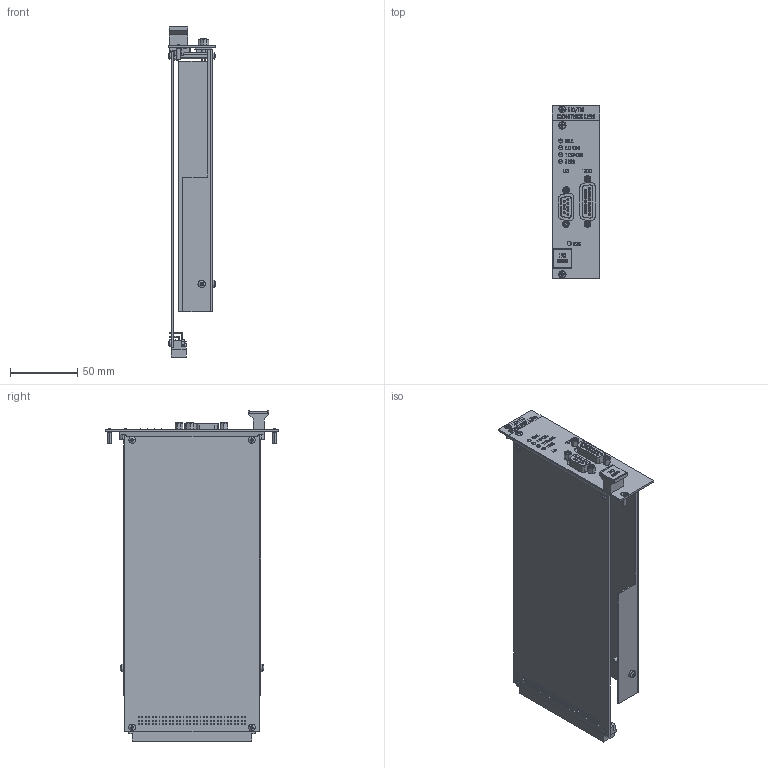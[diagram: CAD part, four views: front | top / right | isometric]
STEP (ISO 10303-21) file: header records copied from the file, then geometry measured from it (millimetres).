
FILE_DESCRIPTION (( 'STEP AP203' ), '1' );
FILE_NAME ('7225-E0W.STEP', '2012-09-24T13:38:29', ( '' ), ( '' ), 'SwSTEP 2.0', 'SolidWorks 2012', '' );
FILE_SCHEMA (( 'CONFIG_CONTROL_DESIGN' ));
Products named in the file (18): 7225-E0W; DSUB9-F; Vorlage einschub ohne Front; _ISO 7045 - M3 x 6 - Z --- 6N; _ISO 7045 - M2.5 x 5 - Z --- 5N; Mutter M2_5; Modulhaube; Abstandsbolzen A-A M2_5x24; Leiterkartenhalter 60807-011; User Library-VG96_RightAngle; Platine; countersunk raised head cross recess screw_din_ISO 7047 - M2.5 x 10 - Z --- 10N; Griffplatte ITC8000; Pan Head Cross Recess Screw_DIN_ISO 7045 - M2.5 x 10 - Z --- 10N; Griff 60807-067; DSUB-Bolt; D-Sub Buchse 15pol_D‚faut; M0092-0173-0a   Frontplatte ITC 8000 9+15pol St 4 LED
Assembly tree (33 placements, depth 3):
  7225-E0W
    M0092-0173-0a   Frontplatte ITC 8000 9+15pol St 4 LED
    D-Sub Buchse 15pol_D‚faut
    DSUB-Bolt  x4
    Griff 60807-067
    Pan Head Cross Recess Screw_DIN_ISO 7045 - M2.5 x 10 - Z --- 10N
    Griffplatte ITC8000
    countersunk raised head cross recess screw_din_ISO 7047 - M2.5 x 10 - Z --- 10N  x3
    Vorlage einschub ohne Front
      Platine
      User Library-VG96_RightAngle
      Leiterkartenhalter 60807-011
      Abstandsbolzen A-A M2_5x24  x2
      Modulhaube
      Pan Head Cross Recess Screw_DIN_ISO 7045 - M2.5 x 10 - Z --- 10N  x4
      Mutter M2_5  x4
      _ISO 7045 - M2.5 x 5 - Z --- 5N
      _ISO 7045 - M3 x 6 - Z --- 6N  x4
    DSUB9-F
Bounding box: 35.2 x 128.4 x 245.27 mm (x, y, z)
Volume: 84296.4 mm3; surface area: 129074.5 mm2
Topology: 132 solids, 132 shells, 3309 faces, 7932 edges, 5069 vertices
Faces by surface type: plane 2341, cylinder 330, cone 326, bspline 215, torus 63, sphere 34
Entity records: 91897 total; most frequent: CARTESIAN_POINT 26612, ORIENTED_EDGE 13180, DIRECTION 12004, EDGE_CURVE 6590, LINE 5234, VECTOR 5234, VERTEX_POINT 4293, AXIS2_PLACEMENT_3D 3385
